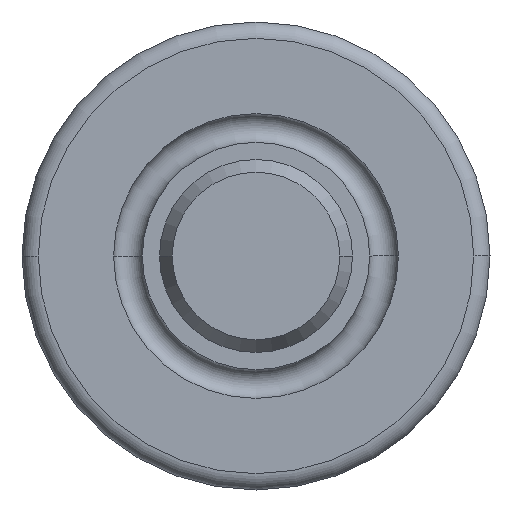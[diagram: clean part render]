
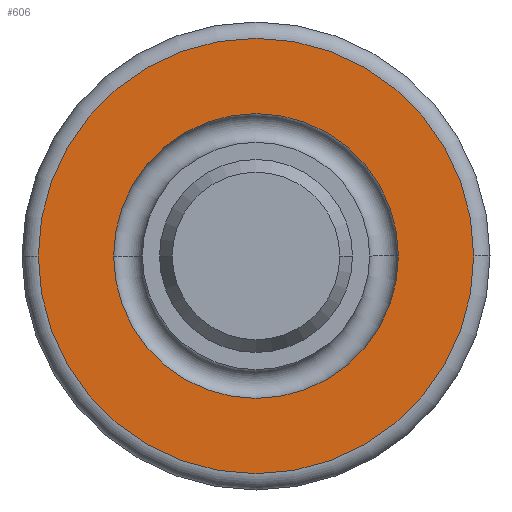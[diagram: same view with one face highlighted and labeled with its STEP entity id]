
A CAD part, left-side view. The second image highlights one B-rep face of the part: STEP entity #606.
In plain terms, the highlighted planar face has unit normal (-1, 0, 0).
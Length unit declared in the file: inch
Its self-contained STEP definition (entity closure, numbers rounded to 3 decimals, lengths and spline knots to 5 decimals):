
#1 = AXIS2_PLACEMENT_3D ( 'NONE', #864, #492, #648 ) ;
#41 = DIRECTION ( 'NONE',  ( 1., 0., 0. ) ) ;
#42 = DIRECTION ( 'NONE',  ( 0., 1., 0. ) ) ;
#84 = CARTESIAN_POINT ( 'NONE',  ( 0., 0.15974, 0. ) ) ;
#89 = PLANE ( 'NONE',  #473 ) ;
#90 = ORIENTED_EDGE ( 'NONE', *, *, #229, .F. ) ;
#120 = EDGE_LOOP ( 'NONE', ( #258, #402 ) ) ;
#122 = DIRECTION ( 'NONE',  ( 0., 1., 0. ) ) ;
#169 = EDGE_CURVE ( 'NONE', #727, #968, #203, .T. ) ;
#180 = DIRECTION ( 'NONE',  ( 0., 1., 0. ) ) ;
#197 = EDGE_CURVE ( 'NONE', #218, #633, #913, .T. ) ;
#203 = CIRCLE ( 'NONE', #235, 0.15974 ) ;
#218 = VERTEX_POINT ( 'NONE', #271 ) ;
#227 = FACE_BOUND ( 'NONE', #120, .T. ) ;
#229 = EDGE_CURVE ( 'NONE', #633, #218, #721, .T. ) ;
#235 = AXIS2_PLACEMENT_3D ( 'NONE', #802, #949, #42 ) ;
#244 = ORIENTED_EDGE ( 'NONE', *, *, #197, .F. ) ;
#258 = ORIENTED_EDGE ( 'NONE', *, *, #169, .T. ) ;
#271 = CARTESIAN_POINT ( 'NONE',  ( 0., 0.24422, 0. ) ) ;
#323 = CARTESIAN_POINT ( 'NONE',  ( 0., 0., 0. ) ) ;
#352 = CARTESIAN_POINT ( 'NONE',  ( 0., -0.15974, 0. ) ) ;
#354 = CARTESIAN_POINT ( 'NONE',  ( 0., 0., 0. ) ) ;
#402 = ORIENTED_EDGE ( 'NONE', *, *, #815, .T. ) ;
#473 = AXIS2_PLACEMENT_3D ( 'NONE', #670, #755, #761 ) ;
#492 = DIRECTION ( 'NONE',  ( 1., 0., 0. ) ) ;
#512 = FACE_OUTER_BOUND ( 'NONE', #933, .T. ) ;
#599 = CIRCLE ( 'NONE', #762, 0.15974 ) ;
#606 = ADVANCED_FACE ( 'NONE', ( #227, #512 ), #89, .T. ) ;
#633 = VERTEX_POINT ( 'NONE', #820 ) ;
#648 = DIRECTION ( 'NONE',  ( 0., 1., 0. ) ) ;
#653 = DIRECTION ( 'NONE',  ( 1., 0., 0. ) ) ;
#670 = CARTESIAN_POINT ( 'NONE',  ( 0., 0.15974, 0. ) ) ;
#721 = CIRCLE ( 'NONE', #1, 0.24422 ) ;
#727 = VERTEX_POINT ( 'NONE', #84 ) ;
#755 = DIRECTION ( 'NONE',  ( -1., 0., 0. ) ) ;
#761 = DIRECTION ( 'NONE',  ( 0., -1., 0. ) ) ;
#762 = AXIS2_PLACEMENT_3D ( 'NONE', #323, #41, #180 ) ;
#786 = AXIS2_PLACEMENT_3D ( 'NONE', #354, #653, #122 ) ;
#802 = CARTESIAN_POINT ( 'NONE',  ( 0., 0., 0. ) ) ;
#815 = EDGE_CURVE ( 'NONE', #968, #727, #599, .T. ) ;
#820 = CARTESIAN_POINT ( 'NONE',  ( 0., -0.24422, 0. ) ) ;
#864 = CARTESIAN_POINT ( 'NONE',  ( 0., 0., 0. ) ) ;
#913 = CIRCLE ( 'NONE', #786, 0.24422 ) ;
#933 = EDGE_LOOP ( 'NONE', ( #244, #90 ) ) ;
#949 = DIRECTION ( 'NONE',  ( 1., 0., 0. ) ) ;
#968 = VERTEX_POINT ( 'NONE', #352 ) ;
